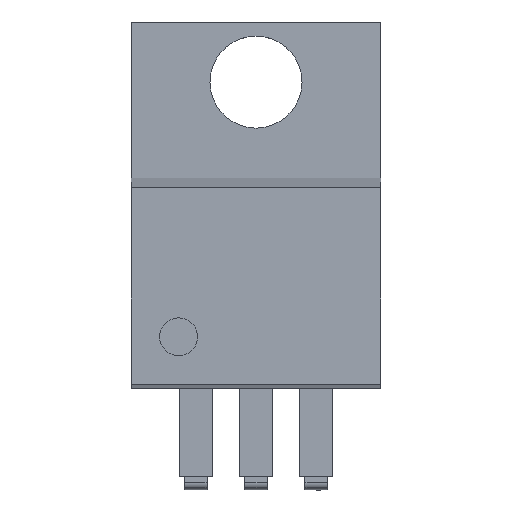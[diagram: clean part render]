
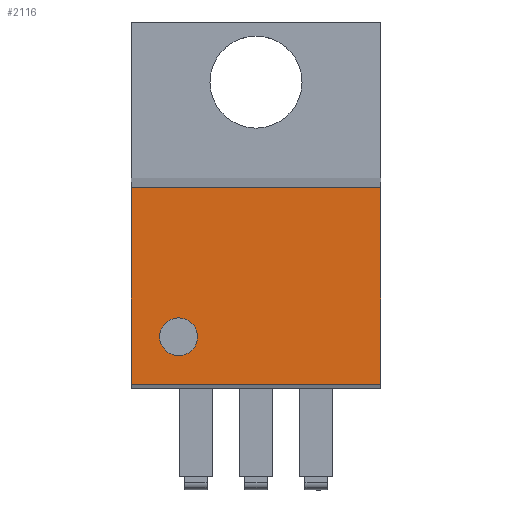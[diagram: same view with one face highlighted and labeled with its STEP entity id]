
A CAD part, top view. The second image highlights one B-rep face of the part: STEP entity #2116.
In plain terms, the highlighted planar face has unit normal (0, 0, 1).
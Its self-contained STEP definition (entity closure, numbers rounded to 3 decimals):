
#1752=CARTESIAN_POINT('',(-3.27,5.38,4.7));
#1753=VERTEX_POINT('',#1752);
#1769=CARTESIAN_POINT('',(-3.27,6.98,4.7));
#1770=VERTEX_POINT('',#1769);
#1777=CARTESIAN_POINT('',(-3.27,6.18,4.7));
#1778=DIRECTION('',(0.0,0.0,-1.0));
#1779=DIRECTION('',(0.0,-1.0,0.0));
#1780=AXIS2_PLACEMENT_3D('',#1777,#1778,#1779);
#1781=CIRCLE('',#1780,0.8);
#1782=EDGE_CURVE('',#1753,#1770,#1781,.T.);
#1793=CARTESIAN_POINT('',(-3.27,6.18,4.7));
#1794=DIRECTION('',(0.0,0.0,-1.0));
#1795=DIRECTION('',(0.0,-1.0,0.0));
#1796=AXIS2_PLACEMENT_3D('',#1793,#1794,#1795);
#1797=CIRCLE('',#1796,0.8);
#1798=EDGE_CURVE('',#1770,#1753,#1797,.T.);
#2056=CARTESIAN_POINT('',(5.27,4.18,4.7));
#2057=VERTEX_POINT('',#2056);
#2064=CARTESIAN_POINT('',(-5.27,4.18,4.7));
#2065=VERTEX_POINT('',#2064);
#2066=CARTESIAN_POINT('',(-5.27,4.18,4.7));
#2067=DIRECTION('',(1.0,0.0,0.0));
#2068=VECTOR('',#2067,10.54);
#2069=LINE('',#2066,#2068);
#2070=EDGE_CURVE('',#2065,#2057,#2069,.T.);
#2082=CARTESIAN_POINT('',(-5.27,4.18,4.7));
#2083=DIRECTION('',(0.0,0.0,1.0));
#2084=DIRECTION('',(-1.0,0.0,0.0));
#2085=AXIS2_PLACEMENT_3D('',#2082,#2083,#2084);
#2086=PLANE('',#2085);
#2087=CARTESIAN_POINT('',(5.27,12.475,4.7));
#2088=VERTEX_POINT('',#2087);
#2089=CARTESIAN_POINT('',(5.27,4.18,4.7));
#2090=DIRECTION('',(0.0,1.0,0.0));
#2091=VECTOR('',#2090,8.294);
#2092=LINE('',#2089,#2091);
#2093=EDGE_CURVE('',#2057,#2088,#2092,.T.);
#2094=ORIENTED_EDGE('',*,*,#2093,.T.);
#2095=CARTESIAN_POINT('',(-5.27,12.475,4.7));
#2096=VERTEX_POINT('',#2095);
#2097=CARTESIAN_POINT('',(-5.27,12.475,4.7));
#2098=DIRECTION('',(1.0,0.0,0.0));
#2099=VECTOR('',#2098,10.54);
#2100=LINE('',#2097,#2099);
#2101=EDGE_CURVE('',#2096,#2088,#2100,.T.);
#2102=ORIENTED_EDGE('',*,*,#2101,.F.);
#2103=CARTESIAN_POINT('',(-5.27,12.475,4.7));
#2104=DIRECTION('',(0.0,-1.0,0.0));
#2105=VECTOR('',#2104,8.294);
#2106=LINE('',#2103,#2105);
#2107=EDGE_CURVE('',#2096,#2065,#2106,.T.);
#2108=ORIENTED_EDGE('',*,*,#2107,.T.);
#2109=ORIENTED_EDGE('',*,*,#2070,.T.);
#2110=EDGE_LOOP('',(#2094,#2102,#2108,#2109));
#2111=FACE_OUTER_BOUND('',#2110,.T.);
#2112=ORIENTED_EDGE('',*,*,#1782,.T.);
#2113=ORIENTED_EDGE('',*,*,#1798,.T.);
#2114=EDGE_LOOP('',(#2112,#2113));
#2115=FACE_BOUND('',#2114,.T.);
#2116=ADVANCED_FACE('',(#2111,#2115),#2086,.T.);
